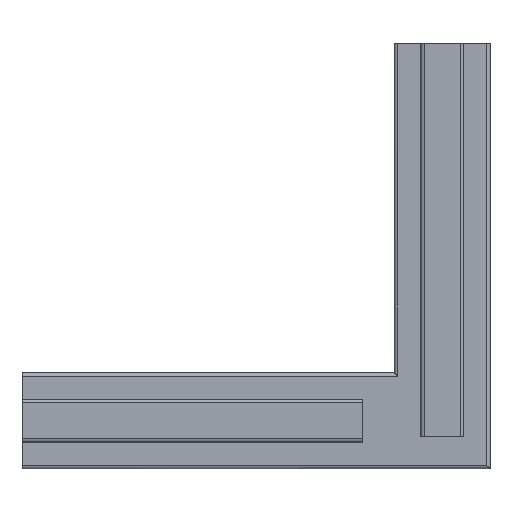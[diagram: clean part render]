
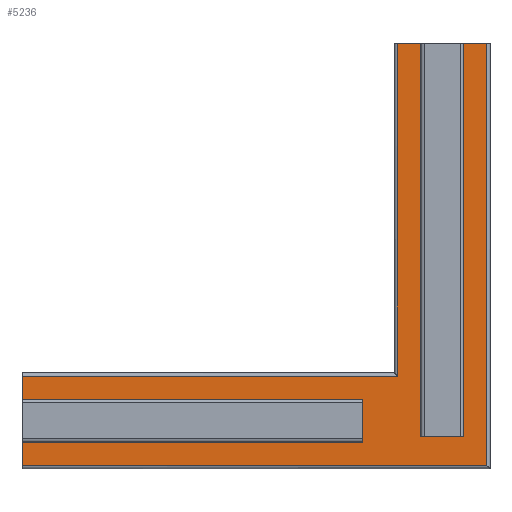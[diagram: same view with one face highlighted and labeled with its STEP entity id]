
A CAD part, left-side view. The second image highlights one B-rep face of the part: STEP entity #5236.
In plain terms, the highlighted planar face has unit normal (-1, 0, 0).
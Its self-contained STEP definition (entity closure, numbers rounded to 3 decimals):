
#172 = EDGE_CURVE ( 'NONE', #1134, #4818, #345, .T. ) ;
#176 = VECTOR ( 'NONE', #11007, 1000. ) ;
#199 = CARTESIAN_POINT ( 'NONE',  ( -8.488, -1.381, 3. ) ) ;
#345 = LINE ( 'NONE', #7305, #176 ) ;
#439 = ORIENTED_EDGE ( 'NONE', *, *, #172, .F. ) ;
#759 = VECTOR ( 'NONE', #7925, 1000. ) ;
#1134 = VERTEX_POINT ( 'NONE', #6468 ) ;
#1147 = CARTESIAN_POINT ( 'NONE',  ( -8.488, 40.119, 0.3 ) ) ;
#1188 = CARTESIAN_POINT ( 'NONE',  ( -8.488, 6.119, 2.5 ) ) ;
#1203 = DIRECTION ( 'NONE',  ( 0., -1., 0. ) ) ;
#1285 = LINE ( 'NONE', #4943, #6942 ) ;
#1381 = ORIENTED_EDGE ( 'NONE', *, *, #8992, .F. ) ;
#1497 = VERTEX_POINT ( 'NONE', #12776 ) ;
#1802 = CARTESIAN_POINT ( 'NONE',  ( -8.488, 8.119, 2.5 ) ) ;
#1839 = VERTEX_POINT ( 'NONE', #1147 ) ;
#1920 = LINE ( 'NONE', #2997, #4357 ) ;
#2129 = ORIENTED_EDGE ( 'NONE', *, *, #2337, .F. ) ;
#2215 = EDGE_CURVE ( 'NONE', #8136, #5324, #8657, .T. ) ;
#2337 = EDGE_CURVE ( 'NONE', #1839, #1497, #5756, .T. ) ;
#2567 = VECTOR ( 'NONE', #12141, 1000. ) ;
#2725 = DIRECTION ( 'NONE',  ( 0., 0., 1. ) ) ;
#2771 = DIRECTION ( 'NONE',  ( 0., 0., -1. ) ) ;
#2851 = VERTEX_POINT ( 'NONE', #11513 ) ;
#2988 = CARTESIAN_POINT ( 'NONE',  ( -8.488, -3.581, 40. ) ) ;
#2997 = CARTESIAN_POINT ( 'NONE',  ( -8.488, 4.819, 40. ) ) ;
#3268 = CARTESIAN_POINT ( 'NONE',  ( -8.488, -3.581, 0.3 ) ) ;
#3349 = ORIENTED_EDGE ( 'NONE', *, *, #6969, .F. ) ;
#3387 = CARTESIAN_POINT ( 'NONE',  ( -8.488, 8.119, 6.5 ) ) ;
#3532 = VERTEX_POINT ( 'NONE', #7873 ) ;
#3579 = VECTOR ( 'NONE', #6843, 1000. ) ;
#3810 = VERTEX_POINT ( 'NONE', #9361 ) ;
#4053 = ORIENTED_EDGE ( 'NONE', *, *, #9579, .F. ) ;
#4214 = AXIS2_PLACEMENT_3D ( 'NONE', #4311, #4276, #4264 ) ;
#4264 = DIRECTION ( 'NONE',  ( 0., 1., 0. ) ) ;
#4276 = DIRECTION ( 'NONE',  ( 1., 0., 0. ) ) ;
#4287 = DIRECTION ( 'NONE',  ( 0., 0., 1. ) ) ;
#4311 = CARTESIAN_POINT ( 'NONE',  ( -8.488, 6.119, 40. ) ) ;
#4357 = VECTOR ( 'NONE', #2725, 1000. ) ;
#4409 = CARTESIAN_POINT ( 'NONE',  ( -8.488, -1.381, 40. ) ) ;
#4430 = PLANE ( 'NONE',  #4214 ) ;
#4536 = VECTOR ( 'NONE', #12505, 1000. ) ;
#4586 = LINE ( 'NONE', #12112, #6426 ) ;
#4593 = DIRECTION ( 'NONE',  ( 0., 0., 1. ) ) ;
#4734 = FACE_OUTER_BOUND ( 'NONE', #9332, .T. ) ;
#4818 = VERTEX_POINT ( 'NONE', #9993 ) ;
#4820 = VECTOR ( 'NONE', #2771, 1000. ) ;
#4943 = CARTESIAN_POINT ( 'NONE',  ( -8.488, 40.119, 40. ) ) ;
#4988 = CARTESIAN_POINT ( 'NONE',  ( -8.488, 2.619, 3. ) ) ;
#5013 = CARTESIAN_POINT ( 'NONE',  ( -8.488, 40.119, 40. ) ) ;
#5236 = ADVANCED_FACE ( 'NONE', ( #4734 ), #4430, .F. ) ;
#5324 = VERTEX_POINT ( 'NONE', #3387 ) ;
#5371 = ORIENTED_EDGE ( 'NONE', *, *, #6166, .F. ) ;
#5756 = LINE ( 'NONE', #5013, #759 ) ;
#5762 = VERTEX_POINT ( 'NONE', #4988 ) ;
#6066 = ORIENTED_EDGE ( 'NONE', *, *, #7584, .F. ) ;
#6166 = EDGE_CURVE ( 'NONE', #2851, #5762, #8421, .T. ) ;
#6426 = VECTOR ( 'NONE', #11823, 1000. ) ;
#6468 = CARTESIAN_POINT ( 'NONE',  ( -8.488, 40.119, 8.7 ) ) ;
#6843 = DIRECTION ( 'NONE',  ( 0., -1., 0. ) ) ;
#6921 = CARTESIAN_POINT ( 'NONE',  ( -8.488, 4.819, 40. ) ) ;
#6942 = VECTOR ( 'NONE', #4593, 1000. ) ;
#6969 = EDGE_CURVE ( 'NONE', #5324, #3810, #12880, .T. ) ;
#7059 = CARTESIAN_POINT ( 'NONE',  ( -8.488, 6.119, 40. ) ) ;
#7141 = ORIENTED_EDGE ( 'NONE', *, *, #13595, .F. ) ;
#7305 = CARTESIAN_POINT ( 'NONE',  ( -8.488, 6.119, 8.7 ) ) ;
#7374 = VECTOR ( 'NONE', #7481, 1000. ) ;
#7416 = ORIENTED_EDGE ( 'NONE', *, *, #7921, .F. ) ;
#7481 = DIRECTION ( 'NONE',  ( 0., -1., 0. ) ) ;
#7498 = LINE ( 'NONE', #1188, #12996 ) ;
#7584 = EDGE_CURVE ( 'NONE', #5762, #10632, #10343, .T. ) ;
#7667 = LINE ( 'NONE', #2988, #4820 ) ;
#7723 = CARTESIAN_POINT ( 'NONE',  ( -8.488, 6.119, 3. ) ) ;
#7843 = LINE ( 'NONE', #12138, #2567 ) ;
#7873 = CARTESIAN_POINT ( 'NONE',  ( -8.488, -3.581, 40. ) ) ;
#7921 = EDGE_CURVE ( 'NONE', #4818, #13357, #1920, .T. ) ;
#7925 = DIRECTION ( 'NONE',  ( 0., 0., 1. ) ) ;
#8048 = VECTOR ( 'NONE', #12566, 1000. ) ;
#8136 = VERTEX_POINT ( 'NONE', #1802 ) ;
#8321 = ORIENTED_EDGE ( 'NONE', *, *, #13868, .F. ) ;
#8421 = LINE ( 'NONE', #13137, #8048 ) ;
#8531 = EDGE_CURVE ( 'NONE', #12992, #3532, #7843, .T. ) ;
#8657 = LINE ( 'NONE', #11886, #9730 ) ;
#8891 = ORIENTED_EDGE ( 'NONE', *, *, #2215, .F. ) ;
#8992 = EDGE_CURVE ( 'NONE', #3532, #13738, #7667, .T. ) ;
#9332 = EDGE_LOOP ( 'NONE', ( #8891, #9990, #2129, #8321, #1381, #13716, #13314, #6066, #5371, #4053, #7416, #439, #7141, #3349 ) ) ;
#9361 = CARTESIAN_POINT ( 'NONE',  ( -8.488, 40.119, 6.5 ) ) ;
#9579 = EDGE_CURVE ( 'NONE', #13357, #2851, #12192, .T. ) ;
#9730 = VECTOR ( 'NONE', #11112, 1000. ) ;
#9990 = ORIENTED_EDGE ( 'NONE', *, *, #10483, .F. ) ;
#9993 = CARTESIAN_POINT ( 'NONE',  ( -8.488, 4.819, 8.7 ) ) ;
#10343 = LINE ( 'NONE', #7723, #7374 ) ;
#10483 = EDGE_CURVE ( 'NONE', #1497, #8136, #7498, .T. ) ;
#10632 = VERTEX_POINT ( 'NONE', #199 ) ;
#11007 = DIRECTION ( 'NONE',  ( 0., -1., 0. ) ) ;
#11064 = EDGE_CURVE ( 'NONE', #10632, #12992, #13904, .T. ) ;
#11112 = DIRECTION ( 'NONE',  ( 0., 0., 1. ) ) ;
#11513 = CARTESIAN_POINT ( 'NONE',  ( -8.488, 2.619, 40. ) ) ;
#11823 = DIRECTION ( 'NONE',  ( 0., 1., 0. ) ) ;
#11886 = CARTESIAN_POINT ( 'NONE',  ( -8.488, 8.119, 40. ) ) ;
#11986 = CARTESIAN_POINT ( 'NONE',  ( -8.488, -1.381, 40. ) ) ;
#12112 = CARTESIAN_POINT ( 'NONE',  ( -8.488, 6.119, 0.3 ) ) ;
#12138 = CARTESIAN_POINT ( 'NONE',  ( -8.488, 6.119, 40. ) ) ;
#12141 = DIRECTION ( 'NONE',  ( 0., -1., 0. ) ) ;
#12192 = LINE ( 'NONE', #7059, #3579 ) ;
#12505 = DIRECTION ( 'NONE',  ( 0., 1., 0. ) ) ;
#12539 = CARTESIAN_POINT ( 'NONE',  ( -8.488, 6.119, 6.5 ) ) ;
#12566 = DIRECTION ( 'NONE',  ( 0., 0., -1. ) ) ;
#12776 = CARTESIAN_POINT ( 'NONE',  ( -8.488, 40.119, 2.5 ) ) ;
#12880 = LINE ( 'NONE', #12539, #4536 ) ;
#12992 = VERTEX_POINT ( 'NONE', #11986 ) ;
#12996 = VECTOR ( 'NONE', #1203, 1000. ) ;
#13137 = CARTESIAN_POINT ( 'NONE',  ( -8.488, 2.619, 40. ) ) ;
#13314 = ORIENTED_EDGE ( 'NONE', *, *, #11064, .F. ) ;
#13357 = VERTEX_POINT ( 'NONE', #6921 ) ;
#13587 = VECTOR ( 'NONE', #4287, 1000. ) ;
#13595 = EDGE_CURVE ( 'NONE', #3810, #1134, #1285, .T. ) ;
#13716 = ORIENTED_EDGE ( 'NONE', *, *, #8531, .F. ) ;
#13738 = VERTEX_POINT ( 'NONE', #3268 ) ;
#13868 = EDGE_CURVE ( 'NONE', #13738, #1839, #4586, .T. ) ;
#13904 = LINE ( 'NONE', #4409, #13587 ) ;
